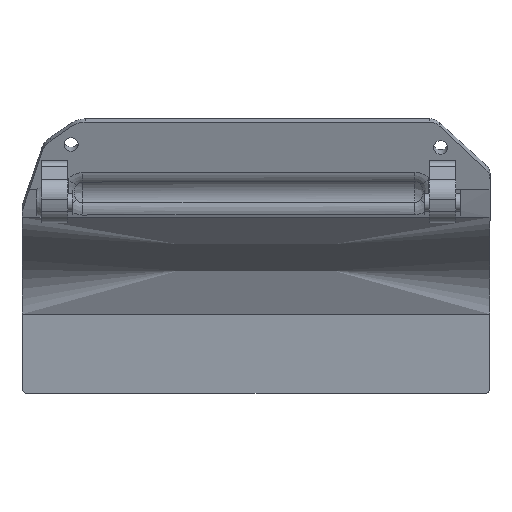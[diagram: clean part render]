
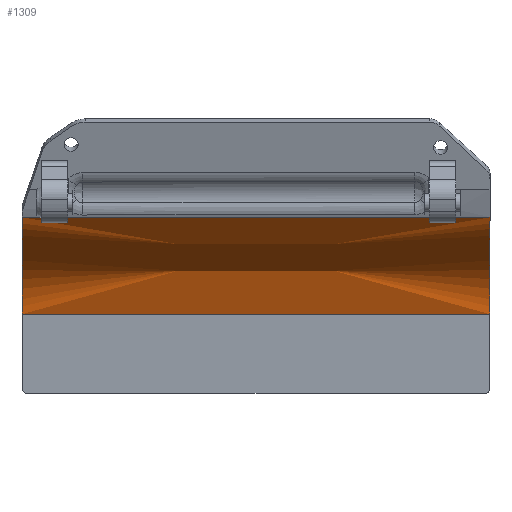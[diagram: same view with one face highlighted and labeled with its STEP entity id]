
A CAD part, top view. The second image highlights one B-rep face of the part: STEP entity #1309.
In plain terms, the highlighted free-form (B-spline) face has degree [3, 3] with [4, 4] control points.
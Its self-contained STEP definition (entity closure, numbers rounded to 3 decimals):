
#103=B_SPLINE_CURVE_WITH_KNOTS('',3,(#3080,#3081,#3082,#3083),
 .UNSPECIFIED.,.F.,.F.,(4,4),(0.,1.),.UNSPECIFIED.);
#104=B_SPLINE_CURVE_WITH_KNOTS('',3,(#3086,#3087,#3088,#3089),
 .UNSPECIFIED.,.F.,.F.,(4,4),(0.,1.),.UNSPECIFIED.);
#124=B_SPLINE_SURFACE_WITH_KNOTS('',3,3,((#3063,#3064,#3065,#3066),(#3067,
#3068,#3069,#3070),(#3071,#3072,#3073,#3074),(#3075,#3076,#3077,#3078)),
 .UNSPECIFIED.,.F.,.F.,.F.,(4,4),(4,4),(0.,1.),(0.,1.),.UNSPECIFIED.);
#210=FACE_OUTER_BOUND('',#292,.T.);
#292=EDGE_LOOP('',(#1158,#1159,#1160,#1161));
#341=LINE('',#2142,#417);
#369=LINE('',#3085,#445);
#417=VECTOR('',#1563,10.);
#445=VECTOR('',#1709,10.);
#565=VERTEX_POINT('',#2133);
#566=VERTEX_POINT('',#2141);
#626=VERTEX_POINT('',#3079);
#627=VERTEX_POINT('',#3084);
#716=EDGE_CURVE('',#566,#565,#341,.T.);
#815=EDGE_CURVE('',#565,#626,#103,.T.);
#816=EDGE_CURVE('',#626,#627,#369,.T.);
#817=EDGE_CURVE('',#566,#627,#104,.T.);
#1158=ORIENTED_EDGE('',*,*,#716,.T.);
#1159=ORIENTED_EDGE('',*,*,#815,.T.);
#1160=ORIENTED_EDGE('',*,*,#816,.T.);
#1161=ORIENTED_EDGE('',*,*,#817,.F.);
#1309=ADVANCED_FACE('',(#210),#124,.F.);
#1563=DIRECTION('',(-1.,0.,0.));
#1709=DIRECTION('',(1.,0.,0.));
#2133=CARTESIAN_POINT('',(27.094,337.494,96.998));
#2141=CARTESIAN_POINT('',(124.186,337.494,96.998));
#2142=CARTESIAN_POINT('',(124.186,337.494,96.998));
#3063=CARTESIAN_POINT('Ctrl Pts',(27.094,337.494,96.998));
#3064=CARTESIAN_POINT('Ctrl Pts',(27.094,330.709,93.354));
#3065=CARTESIAN_POINT('Ctrl Pts',(27.094,329.334,80.789));
#3066=CARTESIAN_POINT('Ctrl Pts',(27.094,317.401,79.295));
#3067=CARTESIAN_POINT('Ctrl Pts',(59.458,337.494,96.998));
#3068=CARTESIAN_POINT('Ctrl Pts',(59.458,330.709,93.354));
#3069=CARTESIAN_POINT('Ctrl Pts',(59.458,329.334,80.789));
#3070=CARTESIAN_POINT('Ctrl Pts',(59.458,317.401,79.295));
#3071=CARTESIAN_POINT('Ctrl Pts',(91.822,337.494,96.998));
#3072=CARTESIAN_POINT('Ctrl Pts',(91.822,330.709,93.354));
#3073=CARTESIAN_POINT('Ctrl Pts',(91.822,329.334,80.789));
#3074=CARTESIAN_POINT('Ctrl Pts',(91.822,317.401,79.295));
#3075=CARTESIAN_POINT('Ctrl Pts',(124.186,337.494,96.998));
#3076=CARTESIAN_POINT('Ctrl Pts',(124.186,330.709,93.354));
#3077=CARTESIAN_POINT('Ctrl Pts',(124.186,329.334,80.789));
#3078=CARTESIAN_POINT('Ctrl Pts',(124.186,317.401,79.295));
#3079=CARTESIAN_POINT('',(27.094,317.401,79.295));
#3080=CARTESIAN_POINT('Ctrl Pts',(27.094,337.494,96.998));
#3081=CARTESIAN_POINT('Ctrl Pts',(27.094,330.709,93.354));
#3082=CARTESIAN_POINT('Ctrl Pts',(27.094,329.334,80.789));
#3083=CARTESIAN_POINT('Ctrl Pts',(27.094,317.401,79.295));
#3084=CARTESIAN_POINT('',(124.186,317.401,79.295));
#3085=CARTESIAN_POINT('',(49.792,317.401,79.295));
#3086=CARTESIAN_POINT('Ctrl Pts',(124.186,337.494,96.998));
#3087=CARTESIAN_POINT('Ctrl Pts',(124.186,330.709,93.354));
#3088=CARTESIAN_POINT('Ctrl Pts',(124.186,329.334,80.789));
#3089=CARTESIAN_POINT('Ctrl Pts',(124.186,317.401,79.295));
